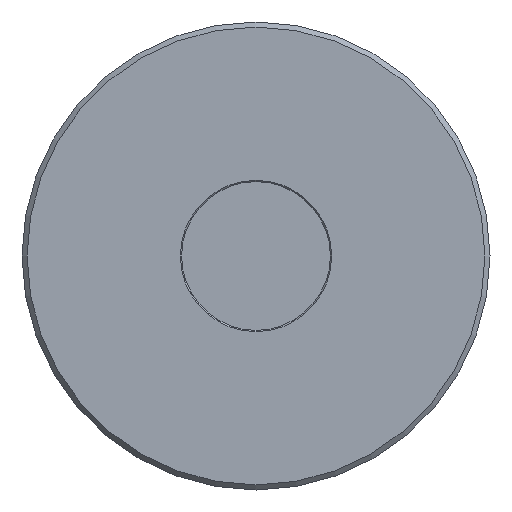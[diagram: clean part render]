
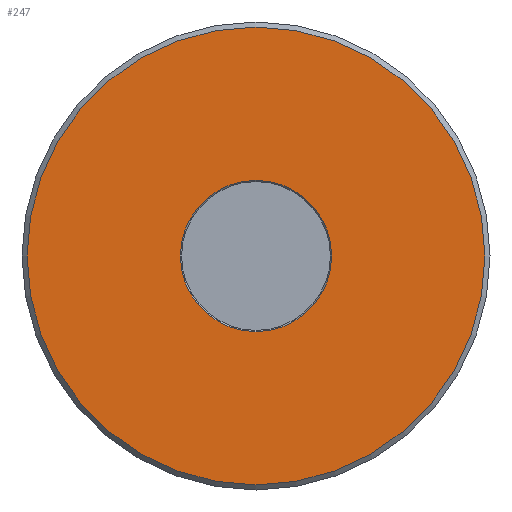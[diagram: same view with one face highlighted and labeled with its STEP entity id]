
A CAD part, front view. The second image highlights one B-rep face of the part: STEP entity #247.
In plain terms, the highlighted planar face has unit normal (0, -1, 0).
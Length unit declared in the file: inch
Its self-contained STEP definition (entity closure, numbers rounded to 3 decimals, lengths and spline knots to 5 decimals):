
#10 = CARTESIAN_POINT ( 'NONE',  ( -0.44432, 0., 0. ) ) ;
#15 = DIRECTION ( 'NONE',  ( 0., 0., 1. ) ) ;
#29 = DIRECTION ( 'NONE',  ( 0., 0., -1. ) ) ;
#34 = CARTESIAN_POINT ( 'NONE',  ( 0., 0., 0.44432 ) ) ;
#53 = AXIS2_PLACEMENT_3D ( 'NONE', #159, #446, #198 ) ;
#82 = CIRCLE ( 'NONE', #440, 0.44432 ) ;
#100 = ORIENTED_EDGE ( 'NONE', *, *, #202, .F. ) ;
#122 = PLANE ( 'NONE',  #221 ) ;
#125 = FACE_OUTER_BOUND ( 'NONE', #427, .T. ) ;
#159 = CARTESIAN_POINT ( 'NONE',  ( 0., 0., 0. ) ) ;
#169 = DIRECTION ( 'NONE',  ( 0., -1., 0. ) ) ;
#198 = DIRECTION ( 'NONE',  ( 0., 0., 1. ) ) ;
#202 = EDGE_CURVE ( 'NONE', #330, #330, #443, .T. ) ;
#221 = AXIS2_PLACEMENT_3D ( 'NONE', #10, #169, #29 ) ;
#247 = ADVANCED_FACE ( 'NONE', ( #366, #125 ), #122, .T. ) ;
#263 = DIRECTION ( 'NONE',  ( 0., 1., 0. ) ) ;
#272 = CARTESIAN_POINT ( 'NONE',  ( 0., 0., 0. ) ) ;
#285 = ORIENTED_EDGE ( 'NONE', *, *, #527, .T. ) ;
#304 = CARTESIAN_POINT ( 'NONE',  ( 0., 0., 1.345 ) ) ;
#330 = VERTEX_POINT ( 'NONE', #304 ) ;
#364 = EDGE_LOOP ( 'NONE', ( #285 ) ) ;
#366 = FACE_BOUND ( 'NONE', #364, .T. ) ;
#427 = EDGE_LOOP ( 'NONE', ( #100 ) ) ;
#440 = AXIS2_PLACEMENT_3D ( 'NONE', #272, #263, #15 ) ;
#443 = CIRCLE ( 'NONE', #53, 1.345 ) ;
#446 = DIRECTION ( 'NONE',  ( 0., 1., 0. ) ) ;
#524 = VERTEX_POINT ( 'NONE', #34 ) ;
#527 = EDGE_CURVE ( 'NONE', #524, #524, #82, .T. ) ;
